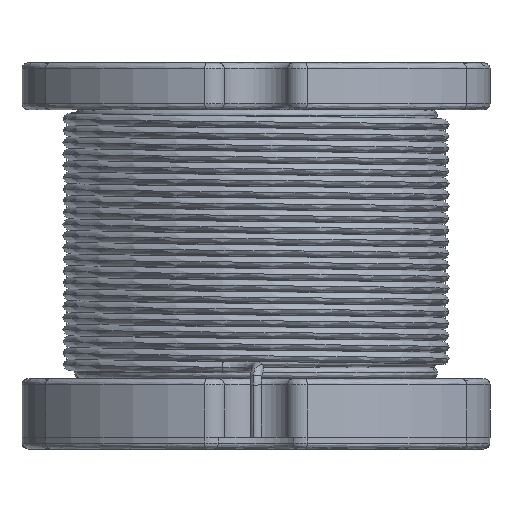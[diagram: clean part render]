
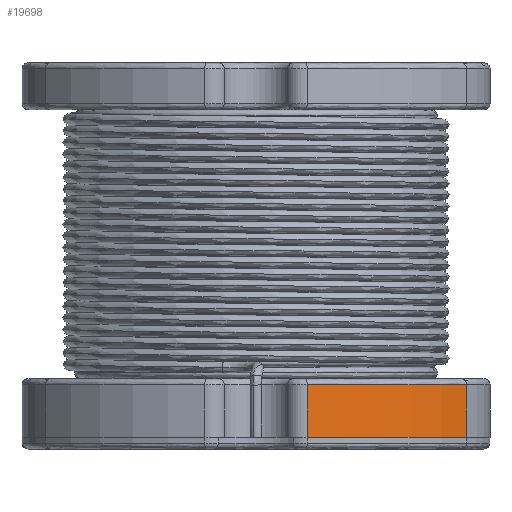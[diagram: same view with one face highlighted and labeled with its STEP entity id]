
A CAD part, left-side view. The second image highlights one B-rep face of the part: STEP entity #19698.
In plain terms, the highlighted cylindrical face has radius 2.25 mm (diameter 4.5 mm), a partial arc.
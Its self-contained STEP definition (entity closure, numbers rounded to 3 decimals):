
#486 = EDGE_LOOP ( 'NONE', ( #2124, #12084, #15158, #9244 ) ) ;
#543 = LINE ( 'NONE', #14374, #17566 ) ;
#1594 = EDGE_CURVE ( 'NONE', #15318, #8261, #543, .T. ) ;
#2124 = ORIENTED_EDGE ( 'NONE', *, *, #1594, .F. ) ;
#2595 = CARTESIAN_POINT ( 'NONE',  ( -0.437, 2.207, 0.55 ) ) ;
#3039 = EDGE_CURVE ( 'NONE', #16364, #14452, #17038, .T. ) ;
#3165 = DIRECTION ( 'NONE',  ( 0., 0., 1. ) ) ;
#4087 = CARTESIAN_POINT ( 'NONE',  ( 0., 0., 0.1 ) ) ;
#4390 = VECTOR ( 'NONE', #3165, 1000. ) ;
#5313 = CIRCLE ( 'NONE', #18869, 2.25 ) ;
#5591 = CARTESIAN_POINT ( 'NONE',  ( -0.437, 2.207, 0.1 ) ) ;
#5752 = DIRECTION ( 'NONE',  ( -1., 0., 0. ) ) ;
#7501 = CIRCLE ( 'NONE', #17239, 2.25 ) ;
#8094 = DIRECTION ( 'NONE',  ( -1., 0., 0. ) ) ;
#8261 = VERTEX_POINT ( 'NONE', #2595 ) ;
#8955 = EDGE_CURVE ( 'NONE', #16364, #15318, #5313, .T. ) ;
#9110 = CARTESIAN_POINT ( 'NONE',  ( 0., 0., 0.55 ) ) ;
#9244 = ORIENTED_EDGE ( 'NONE', *, *, #19615, .T. ) ;
#9339 = CARTESIAN_POINT ( 'NONE',  ( 0., 0., 0.6 ) ) ;
#9535 = CARTESIAN_POINT ( 'NONE',  ( -1.8, 1.35, 0.1 ) ) ;
#9759 = FACE_OUTER_BOUND ( 'NONE', #486, .T. ) ;
#10730 = DIRECTION ( 'NONE',  ( -1., 0., 0. ) ) ;
#12084 = ORIENTED_EDGE ( 'NONE', *, *, #8955, .F. ) ;
#12701 = CARTESIAN_POINT ( 'NONE',  ( -1.8, 1.35, 0.55 ) ) ;
#14312 = DIRECTION ( 'NONE',  ( 0., 0., 1. ) ) ;
#14374 = CARTESIAN_POINT ( 'NONE',  ( -0.437, 2.207, 0.6 ) ) ;
#14452 = VERTEX_POINT ( 'NONE', #12701 ) ;
#15158 = ORIENTED_EDGE ( 'NONE', *, *, #3039, .T. ) ;
#15279 = DIRECTION ( 'NONE',  ( 0., 0., -1. ) ) ;
#15318 = VERTEX_POINT ( 'NONE', #5591 ) ;
#16364 = VERTEX_POINT ( 'NONE', #9535 ) ;
#16868 = AXIS2_PLACEMENT_3D ( 'NONE', #9339, #18678, #8094 ) ;
#17038 = LINE ( 'NONE', #17456, #4390 ) ;
#17239 = AXIS2_PLACEMENT_3D ( 'NONE', #9110, #20046, #10730 ) ;
#17456 = CARTESIAN_POINT ( 'NONE',  ( -1.8, 1.35, 0.6 ) ) ;
#17566 = VECTOR ( 'NONE', #14312, 1000. ) ;
#18678 = DIRECTION ( 'NONE',  ( 0., 0., -1. ) ) ;
#18869 = AXIS2_PLACEMENT_3D ( 'NONE', #4087, #15279, #5752 ) ;
#19615 = EDGE_CURVE ( 'NONE', #14452, #8261, #7501, .T. ) ;
#19698 = ADVANCED_FACE ( 'NONE', ( #9759 ), #20238, .T. ) ;
#20046 = DIRECTION ( 'NONE',  ( 0., 0., -1. ) ) ;
#20238 = CYLINDRICAL_SURFACE ( 'NONE', #16868, 2.25 ) ;
